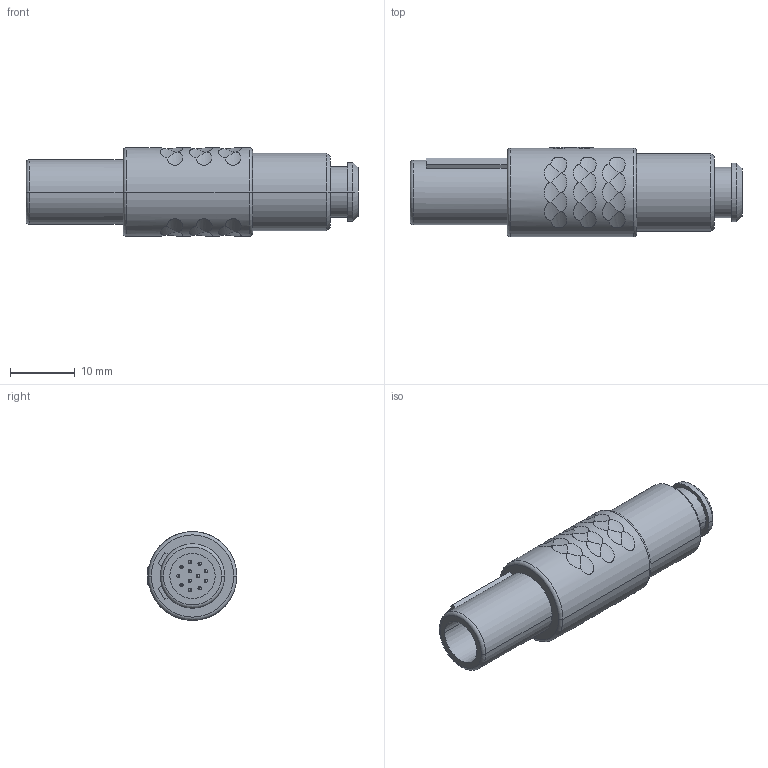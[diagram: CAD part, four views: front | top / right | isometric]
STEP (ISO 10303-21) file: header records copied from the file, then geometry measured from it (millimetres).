
FILE_DESCRIPTION((''),'2;1');
FILE_NAME('S21MC_-P12M','2023-09-12T14:53:31',('RTrager'),(''),'CREO PARAMETRIC BY PTC INC, 2022014','CREO PARAMETRIC BY PTC INC, 2022014','');
FILE_SCHEMA(('AUTOMOTIVE_DESIGN { 1 0 10303 214 1 1 1 1 }'));
Length unit declared in the file: millimetre
Products named in the file (1): S21MC_-P12M
Bounding box: 51.3 x 13.85 x 13.7 mm (x, y, z)
Volume: 4371.1 mm3; surface area: 3190.3 mm2
Topology: 1 solids, 1 shells, 289 faces, 742 edges, 468 vertices
Faces by surface type: cylinder 158, plane 76, sphere 24, torus 18, bspline 9, cone 4
Entity records: 14593 total; most frequent: CARTESIAN_POINT 3498, DIRECTION 1441, ORIENTED_EDGE 1436, EDGE_CURVE 718, AXIS2_PLACEMENT_3D 584, VERTEX_POINT 468, PROPERTY_DEFINITION 409, REPRESENTATION 408
